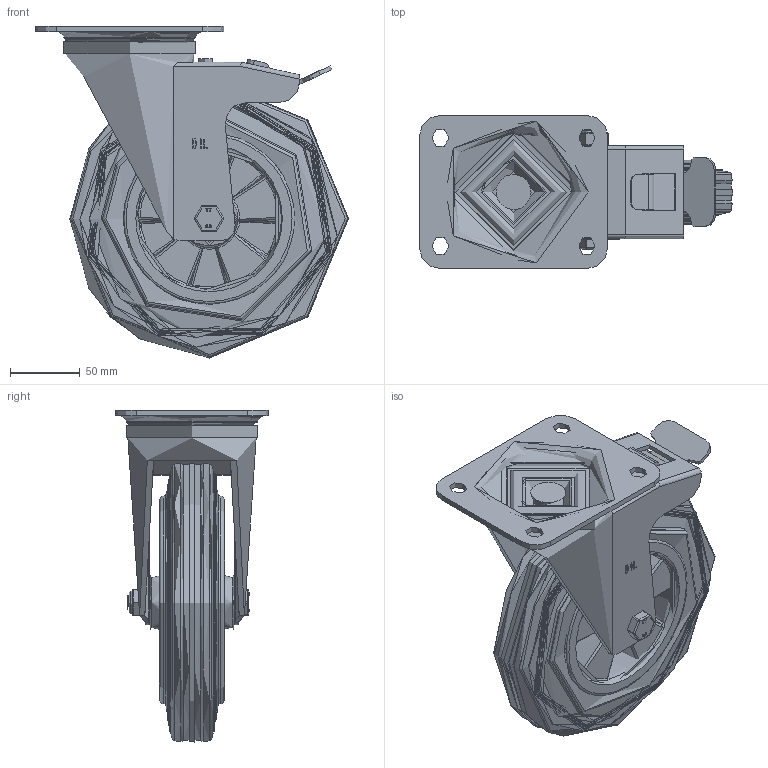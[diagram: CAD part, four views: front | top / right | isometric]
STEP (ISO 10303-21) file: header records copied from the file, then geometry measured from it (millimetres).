
FILE_DESCRIPTION(/* description */ ('','CAx-IF Rec.Pracs.---Representation and Presentation of Product Manufacturing Information (PMI)---4.0---2014-10-13'),/* implementation_level */ '2;1');
FILE_NAME(/* name */ 'BZWB200GRBSWBTB.step',/* time_stamp */ '2025-03-05T10:13:49Z',/* author */ (''),/* organization */ (''),/* preprocessor_version */ 'ST-DEVELOPER v20',/* originating_system */ 'Autodesk Translation Framework v13.20.0.188',/* authorisation */ '');
FILE_SCHEMA (('AP242_MANAGED_MODEL_BASED_3D_ENGINEERING_MIM_LF { 1 0 10303 442 1 1 4 }'));
Products named in the file (28): BZWB200GRBSWB/TB; BZWB200ASSWBTB v1; ZINC PLATED, PRESSED STEEL TOP PLATE; ZINC PLATED, PRESSED STEEL FORKS; FORKS; FORKS Geometry; BOLT; BEARNIG SEAL; ZINC PLATED, PRESSED STEEL BRAKE PEDAL; BRAKE PEDAL; BRAKE PAD; BZH200WGRRB v1; POLYPROPYLENE RIM; POLYPROPYLENE RIM Geometry; CAP; ROLLER BEARING; Pattern; Component1; CAGE; RUBBER TYRE; TUBEM20X60 v1; ZINC PLATED STEEL TUBE; HEXBOLTM12X80Z8.8 v2; GRADE 8.8 ZINC PLATED BOLT; NYLOCM12Z v1; NYLOC NUT; NUT; RUBBER
Assembly tree (34 placements, depth 5):
  BZWB200GRBSWB/TB
    BZWB200ASSWBTB v1
      ZINC PLATED, PRESSED STEEL TOP PLATE
      ZINC PLATED, PRESSED STEEL FORKS
        FORKS
          FORKS Geometry
          BOLT
      BEARNIG SEAL
      ZINC PLATED, PRESSED STEEL BRAKE PEDAL
        BRAKE PEDAL
      BRAKE PAD
    BZH200WGRRB v1
      POLYPROPYLENE RIM
        POLYPROPYLENE RIM Geometry
        CAP
      ROLLER BEARING
        Pattern
          Component1  x8
        CAGE
      RUBBER TYRE
    TUBEM20X60 v1
      ZINC PLATED STEEL TUBE
    HEXBOLTM12X80Z8.8 v2
      GRADE 8.8 ZINC PLATED BOLT
    NYLOCM12Z v1
      NYLOC NUT
        NUT
        RUBBER
Bounding box: 224.5 x 110 x 238 mm (x, y, z)
Volume: 1230092.4 mm3; surface area: 340857.3 mm2
Topology: 22 solids, 22 shells, 1000 faces, 2533 edges, 1592 vertices
Faces by surface type: plane 372, bspline 232, cylinder 217, torus 63, cone 58, sphere 58
Full cylindrical faces by diameter (mm): 7.5 x8, 9.836 x18, 10 x3, 11.834 x18, 12 x3, 12.2 x2, 12.5 x1, 14 x2, 18 x1, 18.5 x1, 19.9 x1, 20 x3, 26 x1, 34 x1, 34.9 x1, 35 x1, 41 x2, 55 x2, 70 x1, 86 x1, 92 x1, 92.5 x1, 94.5 x1, 118 x2, 123 x2, 152.5 x2, 197.807 x2
Entity records: 79578 total; most frequent: CARTESIAN_POINT 55992, ORIENTED_EDGE 5014, DIRECTION 4490, EDGE_CURVE 2507, AXIS2_PLACEMENT_3D 1746, VERTEX_POINT 1578, EDGE_LOOP 1053, LINE 998
